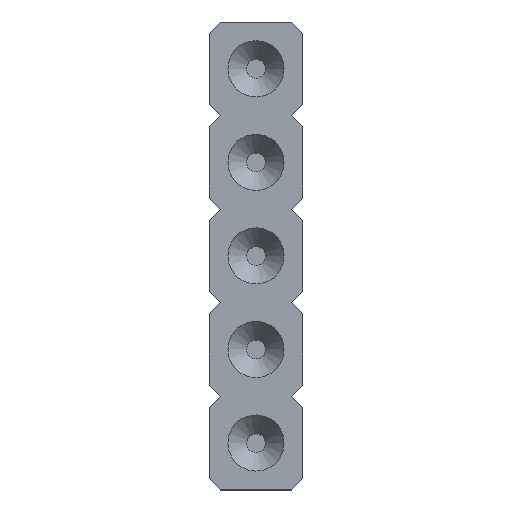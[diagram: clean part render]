
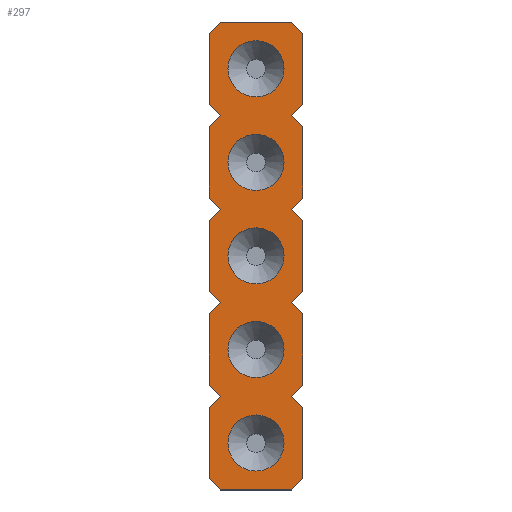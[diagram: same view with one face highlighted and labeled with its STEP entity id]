
A CAD part, top view. The second image highlights one B-rep face of the part: STEP entity #297.
In plain terms, the highlighted planar face has unit normal (0, 0, 1).
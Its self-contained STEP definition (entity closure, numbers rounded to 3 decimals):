
#13=DIRECTION('',(0.,0.,1.));
#24=VERTEX_POINT('',#25);
#25=CARTESIAN_POINT('',(-0.97,-11.43,4.2));
#28=ORIENTED_EDGE('',*,*,#29,.T.);
#29=EDGE_CURVE('',#24,#30,#32,.T.);
#30=VERTEX_POINT('',#31);
#31=CARTESIAN_POINT('',(-1.27,-11.13,4.2));
#32=LINE('',#25,#33);
#33=VECTOR('',#34,1.);
#34=DIRECTION('',(-0.707,0.707,0.));
#45=DIRECTION('',(-0.707,-0.707,0.));
#53=VERTEX_POINT('',#54);
#54=CARTESIAN_POINT('',(0.97,-11.43,4.2));
#56=ORIENTED_EDGE('',*,*,#57,.T.);
#57=EDGE_CURVE('',#53,#24,#58,.T.);
#58=LINE('',#54,#59);
#59=VECTOR('',#60,1.);
#60=DIRECTION('',(-1.,0.,0.));
#72=ORIENTED_EDGE('',*,*,#73,.T.);
#73=EDGE_CURVE('',#30,#74,#76,.T.);
#74=VERTEX_POINT('',#75);
#75=CARTESIAN_POINT('',(-1.27,-9.19,4.2));
#76=LINE('',#31,#77);
#77=VECTOR('',#78,1.);
#78=DIRECTION('',(0.,1.,0.));
#89=DIRECTION('',(-1.,0.,0.));
#100=VECTOR('',#101,1.);
#101=DIRECTION('',(0.707,0.707,0.));
#167=VECTOR('',#168,1.);
#168=DIRECTION('',(1.,0.,0.));
#174=VECTOR('',#175,1.);
#175=DIRECTION('',(0.707,-0.707,0.));
#181=VECTOR('',#182,1.);
#182=DIRECTION('',(0.,-1.,0.));
#188=VECTOR('',#45,1.);
#296=DIRECTION('',(-0.,-0.,-1.));
#297=ADVANCED_FACE('',(#298,#443,#456,#469,#482,#495),#508,.F.);
#298=FACE_BOUND('',#299,.F.);
#299=EDGE_LOOP('',(#28,#72,#300,#305,#310,#315,#320,#325,#330,#335,#340,#345,#350,#355,#360,#365,#370,#375,#380,#385,#390,#395,#400,#405,#410,#415,#420,#425,#430,#435,#440,#56));
#300=ORIENTED_EDGE('',*,*,#301,.T.);
#301=EDGE_CURVE('',#74,#302,#304,.T.);
#302=VERTEX_POINT('',#303);
#303=CARTESIAN_POINT('',(-0.97,-8.89,4.2));
#304=LINE('',#75,#100);
#305=ORIENTED_EDGE('',*,*,#306,.T.);
#306=EDGE_CURVE('',#302,#307,#309,.T.);
#307=VERTEX_POINT('',#308);
#308=CARTESIAN_POINT('',(-1.27,-8.59,4.2));
#309=LINE('',#303,#33);
#310=ORIENTED_EDGE('',*,*,#311,.T.);
#311=EDGE_CURVE('',#307,#312,#314,.T.);
#312=VERTEX_POINT('',#313);
#313=CARTESIAN_POINT('',(-1.27,-6.65,4.2));
#314=LINE('',#308,#77);
#315=ORIENTED_EDGE('',*,*,#316,.T.);
#316=EDGE_CURVE('',#312,#317,#319,.T.);
#317=VERTEX_POINT('',#318);
#318=CARTESIAN_POINT('',(-0.97,-6.35,4.2));
#319=LINE('',#313,#100);
#320=ORIENTED_EDGE('',*,*,#321,.T.);
#321=EDGE_CURVE('',#317,#322,#324,.T.);
#322=VERTEX_POINT('',#323);
#323=CARTESIAN_POINT('',(-1.27,-6.05,4.2));
#324=LINE('',#318,#33);
#325=ORIENTED_EDGE('',*,*,#326,.T.);
#326=EDGE_CURVE('',#322,#327,#329,.T.);
#327=VERTEX_POINT('',#328);
#328=CARTESIAN_POINT('',(-1.27,-4.11,4.2));
#329=LINE('',#323,#77);
#330=ORIENTED_EDGE('',*,*,#331,.T.);
#331=EDGE_CURVE('',#327,#332,#334,.T.);
#332=VERTEX_POINT('',#333);
#333=CARTESIAN_POINT('',(-0.97,-3.81,4.2));
#334=LINE('',#328,#100);
#335=ORIENTED_EDGE('',*,*,#336,.T.);
#336=EDGE_CURVE('',#332,#337,#339,.T.);
#337=VERTEX_POINT('',#338);
#338=CARTESIAN_POINT('',(-1.27,-3.51,4.2));
#339=LINE('',#333,#33);
#340=ORIENTED_EDGE('',*,*,#341,.T.);
#341=EDGE_CURVE('',#337,#342,#344,.T.);
#342=VERTEX_POINT('',#343);
#343=CARTESIAN_POINT('',(-1.27,-1.57,4.2));
#344=LINE('',#338,#77);
#345=ORIENTED_EDGE('',*,*,#346,.T.);
#346=EDGE_CURVE('',#342,#347,#349,.T.);
#347=VERTEX_POINT('',#348);
#348=CARTESIAN_POINT('',(-0.97,-1.27,4.2));
#349=LINE('',#343,#100);
#350=ORIENTED_EDGE('',*,*,#351,.T.);
#351=EDGE_CURVE('',#347,#352,#354,.T.);
#352=VERTEX_POINT('',#353);
#353=CARTESIAN_POINT('',(-1.27,-0.97,4.2));
#354=LINE('',#348,#33);
#355=ORIENTED_EDGE('',*,*,#356,.T.);
#356=EDGE_CURVE('',#352,#357,#359,.T.);
#357=VERTEX_POINT('',#358);
#358=CARTESIAN_POINT('',(-1.27,0.97,4.2));
#359=LINE('',#353,#77);
#360=ORIENTED_EDGE('',*,*,#361,.T.);
#361=EDGE_CURVE('',#357,#362,#364,.T.);
#362=VERTEX_POINT('',#363);
#363=CARTESIAN_POINT('',(-0.97,1.27,4.2));
#364=LINE('',#358,#100);
#365=ORIENTED_EDGE('',*,*,#366,.T.);
#366=EDGE_CURVE('',#362,#367,#369,.T.);
#367=VERTEX_POINT('',#368);
#368=CARTESIAN_POINT('',(0.97,1.27,4.2));
#369=LINE('',#363,#167);
#370=ORIENTED_EDGE('',*,*,#371,.T.);
#371=EDGE_CURVE('',#367,#372,#374,.T.);
#372=VERTEX_POINT('',#373);
#373=CARTESIAN_POINT('',(1.27,0.97,4.2));
#374=LINE('',#368,#174);
#375=ORIENTED_EDGE('',*,*,#376,.T.);
#376=EDGE_CURVE('',#372,#377,#379,.T.);
#377=VERTEX_POINT('',#378);
#378=CARTESIAN_POINT('',(1.27,-0.97,4.2));
#379=LINE('',#373,#181);
#380=ORIENTED_EDGE('',*,*,#381,.T.);
#381=EDGE_CURVE('',#377,#382,#384,.T.);
#382=VERTEX_POINT('',#383);
#383=CARTESIAN_POINT('',(0.97,-1.27,4.2));
#384=LINE('',#378,#188);
#385=ORIENTED_EDGE('',*,*,#386,.T.);
#386=EDGE_CURVE('',#382,#387,#389,.T.);
#387=VERTEX_POINT('',#388);
#388=CARTESIAN_POINT('',(1.27,-1.57,4.2));
#389=LINE('',#383,#174);
#390=ORIENTED_EDGE('',*,*,#391,.T.);
#391=EDGE_CURVE('',#387,#392,#394,.T.);
#392=VERTEX_POINT('',#393);
#393=CARTESIAN_POINT('',(1.27,-3.51,4.2));
#394=LINE('',#388,#181);
#395=ORIENTED_EDGE('',*,*,#396,.T.);
#396=EDGE_CURVE('',#392,#397,#399,.T.);
#397=VERTEX_POINT('',#398);
#398=CARTESIAN_POINT('',(0.97,-3.81,4.2));
#399=LINE('',#393,#188);
#400=ORIENTED_EDGE('',*,*,#401,.T.);
#401=EDGE_CURVE('',#397,#402,#404,.T.);
#402=VERTEX_POINT('',#403);
#403=CARTESIAN_POINT('',(1.27,-4.11,4.2));
#404=LINE('',#398,#174);
#405=ORIENTED_EDGE('',*,*,#406,.T.);
#406=EDGE_CURVE('',#402,#407,#409,.T.);
#407=VERTEX_POINT('',#408);
#408=CARTESIAN_POINT('',(1.27,-6.05,4.2));
#409=LINE('',#403,#181);
#410=ORIENTED_EDGE('',*,*,#411,.T.);
#411=EDGE_CURVE('',#407,#412,#414,.T.);
#412=VERTEX_POINT('',#413);
#413=CARTESIAN_POINT('',(0.97,-6.35,4.2));
#414=LINE('',#408,#188);
#415=ORIENTED_EDGE('',*,*,#416,.T.);
#416=EDGE_CURVE('',#412,#417,#419,.T.);
#417=VERTEX_POINT('',#418);
#418=CARTESIAN_POINT('',(1.27,-6.65,4.2));
#419=LINE('',#413,#174);
#420=ORIENTED_EDGE('',*,*,#421,.T.);
#421=EDGE_CURVE('',#417,#422,#424,.T.);
#422=VERTEX_POINT('',#423);
#423=CARTESIAN_POINT('',(1.27,-8.59,4.2));
#424=LINE('',#418,#181);
#425=ORIENTED_EDGE('',*,*,#426,.T.);
#426=EDGE_CURVE('',#422,#427,#429,.T.);
#427=VERTEX_POINT('',#428);
#428=CARTESIAN_POINT('',(0.97,-8.89,4.2));
#429=LINE('',#423,#188);
#430=ORIENTED_EDGE('',*,*,#431,.T.);
#431=EDGE_CURVE('',#427,#432,#434,.T.);
#432=VERTEX_POINT('',#433);
#433=CARTESIAN_POINT('',(1.27,-9.19,4.2));
#434=LINE('',#428,#174);
#435=ORIENTED_EDGE('',*,*,#436,.T.);
#436=EDGE_CURVE('',#432,#437,#439,.T.);
#437=VERTEX_POINT('',#438);
#438=CARTESIAN_POINT('',(1.27,-11.13,4.2));
#439=LINE('',#433,#181);
#440=ORIENTED_EDGE('',*,*,#441,.T.);
#441=EDGE_CURVE('',#437,#53,#442,.T.);
#442=LINE('',#438,#188);
#443=FACE_BOUND('',#444,.F.);
#444=EDGE_LOOP('',(#445,#454));
#445=ORIENTED_EDGE('',*,*,#446,.T.);
#446=EDGE_CURVE('',#447,#449,#451,.T.);
#447=VERTEX_POINT('',#448);
#448=CARTESIAN_POINT('',(0.762,-10.16,4.2));
#449=VERTEX_POINT('',#450);
#450=CARTESIAN_POINT('',(-0.762,-10.16,4.2));
#451=CIRCLE('',#452,0.762);
#452=AXIS2_PLACEMENT_3D('',#453,#13,#168);
#453=CARTESIAN_POINT('',(0.,-10.16,4.2));
#454=ORIENTED_EDGE('',*,*,#455,.T.);
#455=EDGE_CURVE('',#449,#447,#451,.T.);
#456=FACE_BOUND('',#457,.F.);
#457=EDGE_LOOP('',(#458,#467));
#458=ORIENTED_EDGE('',*,*,#459,.T.);
#459=EDGE_CURVE('',#460,#462,#464,.T.);
#460=VERTEX_POINT('',#461);
#461=CARTESIAN_POINT('',(0.762,-7.62,4.2));
#462=VERTEX_POINT('',#463);
#463=CARTESIAN_POINT('',(-0.762,-7.62,4.2));
#464=CIRCLE('',#465,0.762);
#465=AXIS2_PLACEMENT_3D('',#466,#13,#168);
#466=CARTESIAN_POINT('',(0.,-7.62,4.2));
#467=ORIENTED_EDGE('',*,*,#468,.T.);
#468=EDGE_CURVE('',#462,#460,#464,.T.);
#469=FACE_BOUND('',#470,.F.);
#470=EDGE_LOOP('',(#471,#480));
#471=ORIENTED_EDGE('',*,*,#472,.T.);
#472=EDGE_CURVE('',#473,#475,#477,.T.);
#473=VERTEX_POINT('',#474);
#474=CARTESIAN_POINT('',(0.762,-5.08,4.2));
#475=VERTEX_POINT('',#476);
#476=CARTESIAN_POINT('',(-0.762,-5.08,4.2));
#477=CIRCLE('',#478,0.762);
#478=AXIS2_PLACEMENT_3D('',#479,#13,#168);
#479=CARTESIAN_POINT('',(0.,-5.08,4.2));
#480=ORIENTED_EDGE('',*,*,#481,.T.);
#481=EDGE_CURVE('',#475,#473,#477,.T.);
#482=FACE_BOUND('',#483,.F.);
#483=EDGE_LOOP('',(#484,#493));
#484=ORIENTED_EDGE('',*,*,#485,.T.);
#485=EDGE_CURVE('',#486,#488,#490,.T.);
#486=VERTEX_POINT('',#487);
#487=CARTESIAN_POINT('',(0.762,-2.54,4.2));
#488=VERTEX_POINT('',#489);
#489=CARTESIAN_POINT('',(-0.762,-2.54,4.2));
#490=CIRCLE('',#491,0.762);
#491=AXIS2_PLACEMENT_3D('',#492,#13,#168);
#492=CARTESIAN_POINT('',(0.,-2.54,4.2));
#493=ORIENTED_EDGE('',*,*,#494,.T.);
#494=EDGE_CURVE('',#488,#486,#490,.T.);
#495=FACE_BOUND('',#496,.F.);
#496=EDGE_LOOP('',(#497,#506));
#497=ORIENTED_EDGE('',*,*,#498,.T.);
#498=EDGE_CURVE('',#499,#501,#503,.T.);
#499=VERTEX_POINT('',#500);
#500=CARTESIAN_POINT('',(0.762,0.,4.2));
#501=VERTEX_POINT('',#502);
#502=CARTESIAN_POINT('',(-0.762,0.,4.2));
#503=CIRCLE('',#504,0.762);
#504=AXIS2_PLACEMENT_3D('',#505,#13,#168);
#505=CARTESIAN_POINT('',(0.,0.,4.2));
#506=ORIENTED_EDGE('',*,*,#507,.T.);
#507=EDGE_CURVE('',#501,#499,#503,.T.);
#508=PLANE('',#509);
#509=AXIS2_PLACEMENT_3D('',#510,#296,#89);
#510=CARTESIAN_POINT('',(0.,-5.08,4.2));
